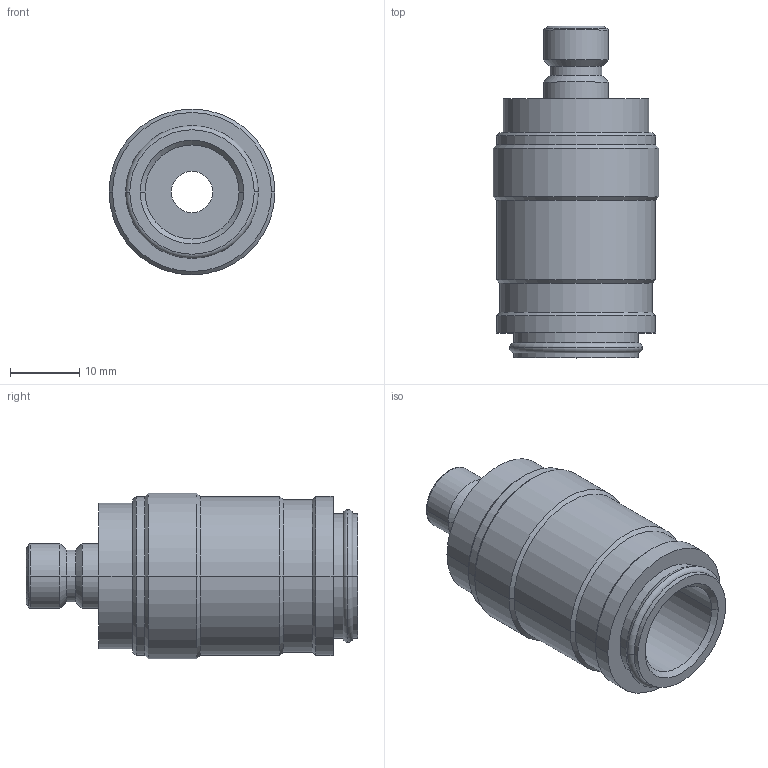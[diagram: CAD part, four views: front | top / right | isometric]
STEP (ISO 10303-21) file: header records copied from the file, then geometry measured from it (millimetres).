
FILE_DESCRIPTION(('STEP AP214'),'1');
FILE_NAME('esdk-esdms-ab.stp','2020-04-22T06:13:14',('TraceParts'),('TraceParts S.A.'),'Spatial InterOp 3D',' ',' ');
FILE_SCHEMA(('automotive_design'));
Length unit declared in the file: millimetre
Products named in the file (1): 1
Bounding box: 24 x 48 x 24 mm (x, y, z)
Volume: 12228.5 mm3; surface area: 5061 mm2
Topology: 1 solids, 1 shells, 56 faces, 116 edges, 66 vertices
Faces by surface type: cylinder 26, cone 18, torus 6, plane 6
Entity records: 1948 total; most frequent: DIRECTION 302, CARTESIAN_POINT 239, ORIENTED_EDGE 232, AXIS2_PLACEMENT_3D 129, EDGE_CURVE 116, CIRCLE 72, VERTEX_POINT 66, EDGE_LOOP 62
